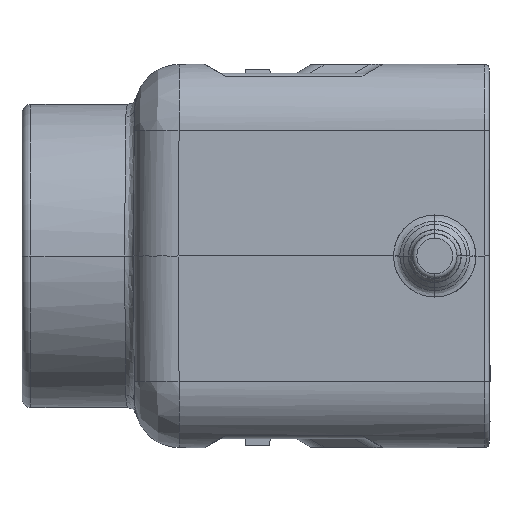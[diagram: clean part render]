
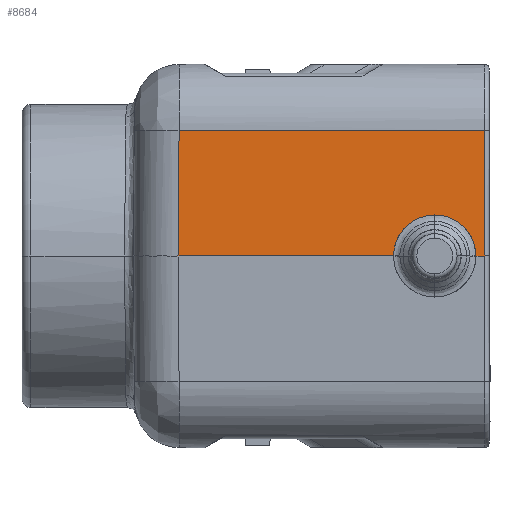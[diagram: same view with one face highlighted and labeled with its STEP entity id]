
A CAD part, left-side view. The second image highlights one B-rep face of the part: STEP entity #8684.
In plain terms, the highlighted planar face has unit normal (-1, 0, 0.009).
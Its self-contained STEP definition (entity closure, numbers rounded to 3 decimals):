
#479=CARTESIAN_POINT('',(-30.,1.586,
0.));
#480=CARTESIAN_POINT('',(-29.997,1.586,0.331));
#481=CARTESIAN_POINT('',(-29.992,1.661,0.966));
#482=CARTESIAN_POINT('',(-29.984,1.939,1.829));
#483=CARTESIAN_POINT('',(-29.977,2.39,2.64));
#484=CARTESIAN_POINT('',(-29.971,2.97,3.313));
#485=CARTESIAN_POINT('',(-29.967,3.583,3.806));
#486=CARTESIAN_POINT('',(-29.964,4.183,4.15));
#487=CARTESIAN_POINT('',(-29.962,4.75,4.375));
#488=CARTESIAN_POINT('',(-29.961,5.274,4.513));
#489=CARTESIAN_POINT('',(-29.96,5.757,4.584));
#490=CARTESIAN_POINT('',(-29.96,6.057,4.598));
#491=CARTESIAN_POINT('',(-29.96,6.201,4.597));
#496=CARTESIAN_POINT('',(-29.96,6.201,4.597));
#497=CARTESIAN_POINT('',(-29.96,6.508,4.597));
#498=CARTESIAN_POINT('',(-29.96,7.104,4.536));
#499=CARTESIAN_POINT('',(-29.963,7.953,4.281));
#500=CARTESIAN_POINT('',(-29.966,8.74,3.868));
#501=CARTESIAN_POINT('',(-29.971,9.432,3.316));
#502=CARTESIAN_POINT('',(-29.977,10.012,2.631));
#503=CARTESIAN_POINT('',(-29.983,10.418,1.907));
#504=CARTESIAN_POINT('',(-29.989,10.667,1.205));
#505=CARTESIAN_POINT('',(-29.995,10.793,0.555));
#506=CARTESIAN_POINT('',(-29.998,10.814,0.177));
#507=CARTESIAN_POINT('',(-30.,10.814,0.));
#512=DIRECTION('',(0.,1.,0.));
#513=VECTOR('',#512,24.186);
#514=CARTESIAN_POINT('',(-30.,10.814,0.));
#515=LINE('',#514,#513);
#519=DIRECTION('',(-0.009,0.009,-1.));
#520=VECTOR('',#519,14.067);
#521=CARTESIAN_POINT('',(-29.877,34.877,14.065));
#522=LINE('',#521,#520);
#526=DIRECTION('',(0.009,0.,1.));
#527=VECTOR('',#526,14.066);
#528=CARTESIAN_POINT('',(-30.,0.6,0.));
#529=LINE('',#528,#527);
#533=DIRECTION('',(0.,1.,0.));
#534=VECTOR('',#533,0.986);
#535=CARTESIAN_POINT('',(-30.,0.6,0.));
#536=LINE('',#535,#534);
#569=CARTESIAN_POINT('',(-30.,1.586,
0.));
#1763=DIRECTION('',(0.,1.,0.));
#1764=VECTOR('',#1763,34.277);
#1765=CARTESIAN_POINT('',(-29.877,0.6,14.065));
#1766=LINE('',#1765,#1764);
#7654=CARTESIAN_POINT('',(-30.,35.,0.));
#7656=VERTEX_POINT('',#7654);
#7674=CARTESIAN_POINT('',(-29.877,34.877,14.065));
#7675=VERTEX_POINT('',#7674);
#7769=CARTESIAN_POINT('',(-30.,0.6,0.));
#7770=CARTESIAN_POINT('',(-29.877,0.6,14.065));
#7771=VERTEX_POINT('',#7769);
#7772=VERTEX_POINT('',#7770);
#7913=VERTEX_POINT('',#569);
#7916=VERTEX_POINT('',#491);
#7918=VERTEX_POINT('',#507);
#8664=CARTESIAN_POINT('',(-30.,40.,0.));
#8665=DIRECTION('',(-1.,0.,0.009));
#8666=DIRECTION('',(0.,-1.,0.));
#8667=AXIS2_PLACEMENT_3D('',#8664,#8665,#8666);
#8668=PLANE('',#8667);
#8670=ORIENTED_EDGE('',*,*,#8669,.T.);
#8672=ORIENTED_EDGE('',*,*,#8671,.T.);
#8674=ORIENTED_EDGE('',*,*,#8673,.T.);
#8676=ORIENTED_EDGE('',*,*,#8675,.F.);
#8678=ORIENTED_EDGE('',*,*,#8677,.F.);
#8679=ORIENTED_EDGE('',*,*,#8654,.F.);
#8681=ORIENTED_EDGE('',*,*,#8680,.T.);
#8682=EDGE_LOOP('',(#8670,#8672,#8674,#8676,#8678,#8679,#8681));
#8683=FACE_OUTER_BOUND('',#8682,.F.);
#492=B_SPLINE_CURVE_WITH_KNOTS('',3,(#479,#480,#481,#482,#483,#484,#485,#486,
#487,#488,#489,#490,#491),.UNSPECIFIED.,.F.,.F.,(4,1,1,1,1,1,1,1,1,1,4),(0.,
0.1,0.2,0.3,0.4,0.5,0.6,0.7,0.8,0.9,1.),.UNSPECIFIED.);
#508=B_SPLINE_CURVE_WITH_KNOTS('',3,(#496,#497,#498,#499,#500,#501,#502,#503,
#504,#505,#506,#507),.UNSPECIFIED.,.F.,.F.,(4,1,1,1,1,1,1,1,1,4),(0.,
0.111,0.222,0.333,0.444,
0.556,0.667,0.778,0.889,1.),
.UNSPECIFIED.);
#8654=EDGE_CURVE('',#7771,#7772,#529,.T.);
#8669=EDGE_CURVE('',#7913,#7916,#492,.T.);
#8671=EDGE_CURVE('',#7916,#7918,#508,.T.);
#8673=EDGE_CURVE('',#7918,#7656,#515,.T.);
#8675=EDGE_CURVE('',#7675,#7656,#522,.T.);
#8677=EDGE_CURVE('',#7772,#7675,#1766,.T.);
#8680=EDGE_CURVE('',#7771,#7913,#536,.T.);
#8684=ADVANCED_FACE('',(#8683),#8668,.T.);
